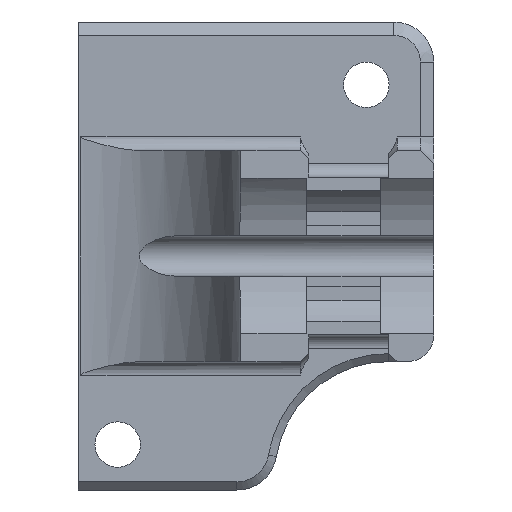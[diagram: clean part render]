
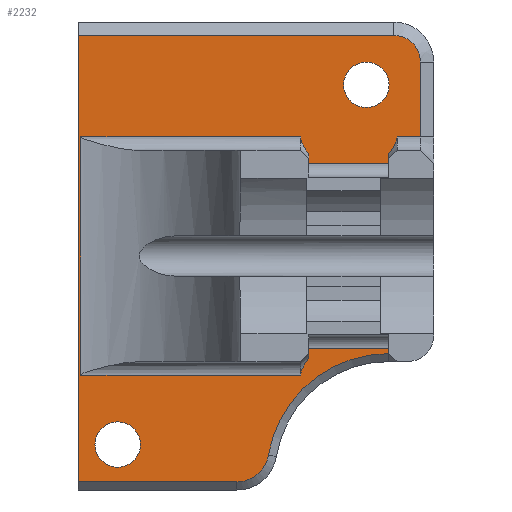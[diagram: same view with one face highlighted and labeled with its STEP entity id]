
A CAD part, front view. The second image highlights one B-rep face of the part: STEP entity #2232.
In plain terms, the highlighted planar face has unit normal (0, -1, 0).
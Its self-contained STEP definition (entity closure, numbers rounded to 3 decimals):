
#18=(
BOUNDED_CURVE()
B_SPLINE_CURVE(2,(#3454,#3455,#3456),.UNSPECIFIED.,.F.,.F.)
B_SPLINE_CURVE_WITH_KNOTS((3,3),(0.,0.14),.UNSPECIFIED.)
CURVE()
GEOMETRIC_REPRESENTATION_ITEM()
RATIONAL_B_SPLINE_CURVE((1.,1.14,1.))
REPRESENTATION_ITEM('')
);
#19=(
BOUNDED_CURVE()
B_SPLINE_CURVE(2,(#3464,#3465,#3466),.UNSPECIFIED.,.F.,.F.)
B_SPLINE_CURVE_WITH_KNOTS((3,3),(0.317,0.539),
 .UNSPECIFIED.)
CURVE()
GEOMETRIC_REPRESENTATION_ITEM()
RATIONAL_B_SPLINE_CURVE((1.9,1.9,1.462))
REPRESENTATION_ITEM('')
);
#20=(
BOUNDED_CURVE()
B_SPLINE_CURVE(2,(#3474,#3475,#3476),.UNSPECIFIED.,.F.,.F.)
B_SPLINE_CURVE_WITH_KNOTS((3,3),(0.096,0.317),
 .UNSPECIFIED.)
CURVE()
GEOMETRIC_REPRESENTATION_ITEM()
RATIONAL_B_SPLINE_CURVE((1.462,1.9,1.9))
REPRESENTATION_ITEM('')
);
#82=FACE_BOUND('',#311,.T.);
#83=FACE_BOUND('',#312,.T.);
#116=CIRCLE('',#2392,9.1);
#118=CIRCLE('',#2395,2.4);
#119=CIRCLE('',#2398,2.);
#120=CIRCLE('',#2399,1.7);
#121=CIRCLE('',#2400,1.7);
#188=FACE_OUTER_BOUND('',#310,.T.);
#310=EDGE_LOOP('',(#1613,#1614,#1615,#1616,#1617,#1618,#1619,#1620,#1621,
#1622,#1623,#1624,#1625,#1626,#1627,#1628,#1629,#1630,#1631,#1632,#1633));
#311=EDGE_LOOP('',(#1634));
#312=EDGE_LOOP('',(#1635));
#423=LINE('',#3191,#666);
#493=LINE('',#3419,#736);
#503=LINE('',#3445,#746);
#504=LINE('',#3448,#747);
#505=LINE('',#3450,#748);
#506=LINE('',#3452,#749);
#507=LINE('',#3458,#750);
#508=LINE('',#3460,#751);
#509=LINE('',#3462,#752);
#510=LINE('',#3468,#753);
#511=LINE('',#3470,#754);
#512=LINE('',#3472,#755);
#513=LINE('',#3478,#756);
#514=LINE('',#3480,#757);
#515=LINE('',#3483,#758);
#666=VECTOR('',#2555,10.);
#736=VECTOR('',#2709,10.);
#746=VECTOR('',#2735,10.);
#747=VECTOR('',#2738,10.);
#748=VECTOR('',#2739,10.);
#749=VECTOR('',#2740,10.);
#750=VECTOR('',#2741,10.);
#751=VECTOR('',#2742,10.);
#752=VECTOR('',#2743,10.);
#753=VECTOR('',#2744,10.);
#754=VECTOR('',#2745,10.);
#755=VECTOR('',#2746,10.);
#756=VECTOR('',#2747,10.);
#757=VECTOR('',#2748,10.);
#758=VECTOR('',#2751,10.);
#908=VERTEX_POINT('',#3188);
#909=VERTEX_POINT('',#3190);
#991=VERTEX_POINT('',#3417);
#992=VERTEX_POINT('',#3418);
#997=VERTEX_POINT('',#3432);
#999=VERTEX_POINT('',#3438);
#1001=VERTEX_POINT('',#3447);
#1002=VERTEX_POINT('',#3449);
#1003=VERTEX_POINT('',#3451);
#1004=VERTEX_POINT('',#3453);
#1005=VERTEX_POINT('',#3457);
#1006=VERTEX_POINT('',#3459);
#1007=VERTEX_POINT('',#3461);
#1008=VERTEX_POINT('',#3463);
#1009=VERTEX_POINT('',#3467);
#1010=VERTEX_POINT('',#3469);
#1011=VERTEX_POINT('',#3471);
#1012=VERTEX_POINT('',#3473);
#1013=VERTEX_POINT('',#3477);
#1014=VERTEX_POINT('',#3479);
#1015=VERTEX_POINT('',#3481);
#1016=VERTEX_POINT('',#3484);
#1017=VERTEX_POINT('',#3486);
#1129=EDGE_CURVE('',#908,#909,#423,.T.);
#1227=EDGE_CURVE('',#991,#992,#493,.T.);
#1236=EDGE_CURVE('',#992,#997,#116,.T.);
#1239=EDGE_CURVE('',#997,#999,#118,.T.);
#1241=EDGE_CURVE('',#999,#908,#503,.T.);
#1242=EDGE_CURVE('',#991,#1001,#504,.T.);
#1243=EDGE_CURVE('',#1002,#1001,#505,.T.);
#1244=EDGE_CURVE('',#1003,#1002,#506,.T.);
#1245=EDGE_CURVE('',#1004,#1003,#18,.F.);
#1246=EDGE_CURVE('',#1005,#1004,#507,.T.);
#1247=EDGE_CURVE('',#1005,#1006,#508,.T.);
#1248=EDGE_CURVE('',#1007,#1006,#509,.T.);
#1249=EDGE_CURVE('',#1007,#1008,#19,.T.);
#1250=EDGE_CURVE('',#1009,#1008,#510,.T.);
#1251=EDGE_CURVE('',#1010,#1009,#511,.T.);
#1252=EDGE_CURVE('',#1011,#1010,#512,.T.);
#1253=EDGE_CURVE('',#1012,#1011,#20,.F.);
#1254=EDGE_CURVE('',#1013,#1012,#513,.T.);
#1255=EDGE_CURVE('',#1014,#1013,#514,.T.);
#1256=EDGE_CURVE('',#1015,#1014,#119,.T.);
#1257=EDGE_CURVE('',#909,#1015,#515,.T.);
#1258=EDGE_CURVE('',#1016,#1016,#120,.T.);
#1259=EDGE_CURVE('',#1017,#1017,#121,.T.);
#1613=ORIENTED_EDGE('',*,*,#1241,.F.);
#1614=ORIENTED_EDGE('',*,*,#1239,.F.);
#1615=ORIENTED_EDGE('',*,*,#1236,.F.);
#1616=ORIENTED_EDGE('',*,*,#1227,.F.);
#1617=ORIENTED_EDGE('',*,*,#1242,.T.);
#1618=ORIENTED_EDGE('',*,*,#1243,.F.);
#1619=ORIENTED_EDGE('',*,*,#1244,.F.);
#1620=ORIENTED_EDGE('',*,*,#1245,.F.);
#1621=ORIENTED_EDGE('',*,*,#1246,.F.);
#1622=ORIENTED_EDGE('',*,*,#1247,.T.);
#1623=ORIENTED_EDGE('',*,*,#1248,.F.);
#1624=ORIENTED_EDGE('',*,*,#1249,.T.);
#1625=ORIENTED_EDGE('',*,*,#1250,.F.);
#1626=ORIENTED_EDGE('',*,*,#1251,.F.);
#1627=ORIENTED_EDGE('',*,*,#1252,.F.);
#1628=ORIENTED_EDGE('',*,*,#1253,.F.);
#1629=ORIENTED_EDGE('',*,*,#1254,.F.);
#1630=ORIENTED_EDGE('',*,*,#1255,.F.);
#1631=ORIENTED_EDGE('',*,*,#1256,.F.);
#1632=ORIENTED_EDGE('',*,*,#1257,.F.);
#1633=ORIENTED_EDGE('',*,*,#1129,.F.);
#1634=ORIENTED_EDGE('',*,*,#1258,.T.);
#1635=ORIENTED_EDGE('',*,*,#1259,.T.);
#2149=PLANE('',#2397);
#2232=ADVANCED_FACE('',(#188,#82,#83),#2149,.T.);
#2392=AXIS2_PLACEMENT_3D('',#3436,#2723,#2724);
#2395=AXIS2_PLACEMENT_3D('',#3442,#2730,#2731);
#2397=AXIS2_PLACEMENT_3D('',#3446,#2736,#2737);
#2398=AXIS2_PLACEMENT_3D('',#3482,#2749,#2750);
#2399=AXIS2_PLACEMENT_3D('',#3485,#2752,#2753);
#2400=AXIS2_PLACEMENT_3D('',#3487,#2754,#2755);
#2555=DIRECTION('',(0.,0.,1.));
#2709=DIRECTION('',(-1.,0.,0.));
#2723=DIRECTION('center_axis',(0.,-1.,0.));
#2724=DIRECTION('ref_axis',(-0.707,0.,0.707));
#2730=DIRECTION('center_axis',(0.,1.,0.));
#2731=DIRECTION('ref_axis',(0.,0.,
-1.));
#2735=DIRECTION('',(-1.,0.,0.));
#2736=DIRECTION('center_axis',(0.,-1.,0.));
#2737=DIRECTION('ref_axis',(-1.,0.,0.));
#2738=DIRECTION('',(0.,0.,1.));
#2739=DIRECTION('',(1.,0.,0.));
#2740=DIRECTION('',(0.,0.,1.));
#2741=DIRECTION('',(1.,0.,0.));
#2742=DIRECTION('',(0.,0.,1.));
#2743=DIRECTION('',(-1.,0.,0.));
#2744=DIRECTION('',(0.,0.,1.));
#2745=DIRECTION('',(-1.,0.,0.));
#2746=DIRECTION('',(0.,0.,-1.));
#2747=DIRECTION('',(-1.,0.,0.));
#2748=DIRECTION('',(0.,0.,-1.));
#2749=DIRECTION('center_axis',(0.,1.,0.));
#2750=DIRECTION('ref_axis',(0.707,0.,0.707));
#2751=DIRECTION('',(1.,0.,0.));
#2752=DIRECTION('center_axis',(0.,1.,0.));
#2753=DIRECTION('ref_axis',(0.,0.,
1.));
#2754=DIRECTION('center_axis',(0.,1.,0.));
#2755=DIRECTION('ref_axis',(0.,0.,
1.));
#3188=CARTESIAN_POINT('',(-11.497,20.334,-54.124));
#3190=CARTESIAN_POINT('',(-11.497,20.334,-20.724));
#3191=CARTESIAN_POINT('',(-11.497,20.334,-23.024));
#3417=CARTESIAN_POINT('',(11.743,20.334,-44.524));
#3418=CARTESIAN_POINT('',(11.703,20.334,-44.524));
#3419=CARTESIAN_POINT('',(9.809,20.334,-44.524));
#3432=CARTESIAN_POINT('',(2.728,20.334,-52.121));
#3436=CARTESIAN_POINT('Origin',(11.703,20.334,-53.624));
#3438=CARTESIAN_POINT('',(0.361,20.334,-54.124));
#3442=CARTESIAN_POINT('Origin',(0.361,20.334,-51.724));
#3445=CARTESIAN_POINT('',(2.223,20.334,-54.124));
#3446=CARTESIAN_POINT('Origin',(11.743,20.334,-31.324));
#3447=CARTESIAN_POINT('',(11.743,20.334,-44.124));
#3448=CARTESIAN_POINT('',(11.743,20.334,-44.124));
#3449=CARTESIAN_POINT('',(5.743,20.334,-44.124));
#3450=CARTESIAN_POINT('',(10.243,20.334,-44.124));
#3451=CARTESIAN_POINT('',(5.743,20.334,-44.875));
#3452=CARTESIAN_POINT('',(5.743,20.334,-44.124));
#3453=CARTESIAN_POINT('',(5.143,20.334,-46.124));
#3454=CARTESIAN_POINT('Ctrl Pts',(5.743,20.334,-44.875));
#3455=CARTESIAN_POINT('Ctrl Pts',(5.143,20.334,-45.644));
#3456=CARTESIAN_POINT('Ctrl Pts',(5.143,20.334,-46.124));
#3457=CARTESIAN_POINT('',(-11.297,20.334,-46.124));
#3458=CARTESIAN_POINT('',(9.809,20.334,-46.124));
#3459=CARTESIAN_POINT('',(-11.297,20.334,-28.324));
#3460=CARTESIAN_POINT('',(-11.297,20.334,-23.024));
#3461=CARTESIAN_POINT('',(5.143,20.334,-28.324));
#3462=CARTESIAN_POINT('',(7.472,20.334,-28.324));
#3463=CARTESIAN_POINT('',(5.743,20.334,-29.573));
#3464=CARTESIAN_POINT('Ctrl Pts',(5.143,20.334,-28.324));
#3465=CARTESIAN_POINT('Ctrl Pts',(5.143,20.334,-28.805));
#3466=CARTESIAN_POINT('Ctrl Pts',(5.743,20.334,-29.573));
#3467=CARTESIAN_POINT('',(5.743,20.334,-30.325));
#3468=CARTESIAN_POINT('',(5.743,20.334,-29.275));
#3469=CARTESIAN_POINT('',(11.743,20.334,-30.325));
#3470=CARTESIAN_POINT('',(8.743,20.334,-30.325));
#3471=CARTESIAN_POINT('',(11.743,20.334,-29.573));
#3472=CARTESIAN_POINT('',(11.743,20.334,-29.326));
#3473=CARTESIAN_POINT('',(12.343,20.334,-28.324));
#3474=CARTESIAN_POINT('Ctrl Pts',(11.743,20.334,-29.573));
#3475=CARTESIAN_POINT('Ctrl Pts',(12.343,20.334,-28.804));
#3476=CARTESIAN_POINT('Ctrl Pts',(12.343,20.334,-28.324));
#3477=CARTESIAN_POINT('',(14.093,20.334,-28.324));
#3478=CARTESIAN_POINT('',(12.581,20.334,-28.324));
#3479=CARTESIAN_POINT('',(14.093,20.334,-22.724));
#3480=CARTESIAN_POINT('',(14.093,20.334,-25.524));
#3481=CARTESIAN_POINT('',(12.093,20.334,-20.724));
#3482=CARTESIAN_POINT('Origin',(12.093,20.334,-22.724));
#3483=CARTESIAN_POINT('',(9.608,20.334,-20.724));
#3484=CARTESIAN_POINT('',(10.053,20.334,-26.124));
#3485=CARTESIAN_POINT('Origin',(10.053,20.334,-24.424));
#3486=CARTESIAN_POINT('',(-8.547,20.334,-53.024));
#3487=CARTESIAN_POINT('Origin',(-8.547,20.334,-51.324));
